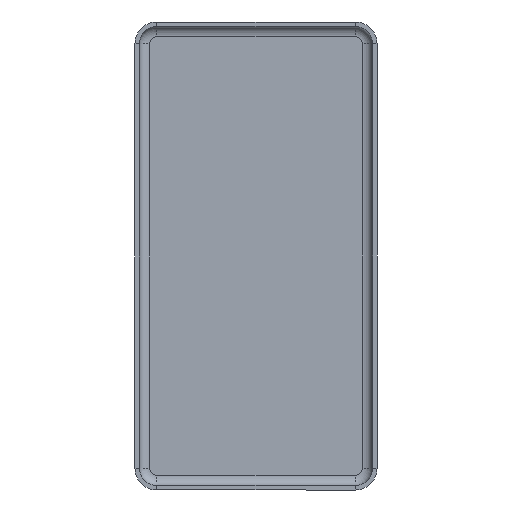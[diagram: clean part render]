
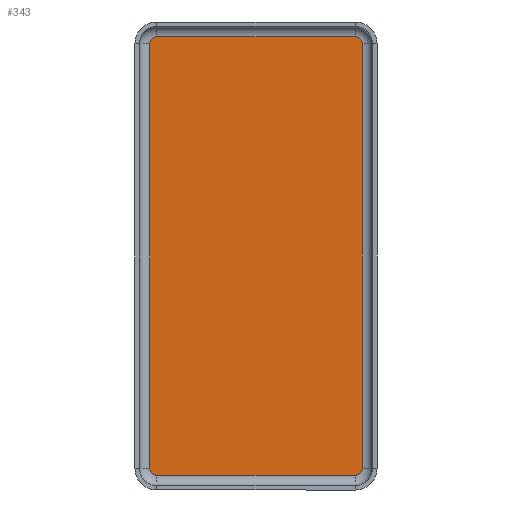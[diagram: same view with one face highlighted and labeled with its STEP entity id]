
A CAD part, front view. The second image highlights one B-rep face of the part: STEP entity #343.
In plain terms, the highlighted planar face has unit normal (0, -1, 0).
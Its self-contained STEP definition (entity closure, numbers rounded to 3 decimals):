
#1 = VERTEX_POINT ( 'NONE', #242 ) ;
#7 = ORIENTED_EDGE ( 'NONE', *, *, #1072, .T. ) ;
#14 = DIRECTION ( 'NONE',  ( 0., 1., 0. ) ) ;
#19 = DIRECTION ( 'NONE',  ( 0., 0., 1. ) ) ;
#46 = AXIS2_PLACEMENT_3D ( 'NONE', #818, #14, #19 ) ;
#66 = VERTEX_POINT ( 'NONE', #773 ) ;
#80 = DIRECTION ( 'NONE',  ( 0., 0., -1. ) ) ;
#120 = DIRECTION ( 'NONE',  ( 0., 0., 1. ) ) ;
#129 = CIRCLE ( 'NONE', #533, 0.5 ) ;
#140 = VERTEX_POINT ( 'NONE', #405 ) ;
#172 = EDGE_LOOP ( 'NONE', ( #393, #1038, #7, #644, #323, #1163, #294, #917 ) ) ;
#173 = CARTESIAN_POINT ( 'NONE',  ( 6.8, -0.3, 15.05 ) ) ;
#214 = VECTOR ( 'NONE', #386, 1000. ) ;
#215 = DIRECTION ( 'NONE',  ( -1., 0., 0. ) ) ;
#230 = CARTESIAN_POINT ( 'NONE',  ( -7.3, -0.3, 0. ) ) ;
#237 = VECTOR ( 'NONE', #215, 1000. ) ;
#242 = CARTESIAN_POINT ( 'NONE',  ( 7.3, -0.3, -14.55 ) ) ;
#266 = DIRECTION ( 'NONE',  ( 0., 0., -1. ) ) ;
#294 = ORIENTED_EDGE ( 'NONE', *, *, #976, .F. ) ;
#305 = AXIS2_PLACEMENT_3D ( 'NONE', #629, #893, #266 ) ;
#311 = LINE ( 'NONE', #230, #640 ) ;
#323 = ORIENTED_EDGE ( 'NONE', *, *, #946, .F. ) ;
#342 = CARTESIAN_POINT ( 'NONE',  ( -6.8, -0.3, 14.55 ) ) ;
#343 = ADVANCED_FACE ( 'NONE', ( #667 ), #460, .F. ) ;
#355 = CARTESIAN_POINT ( 'NONE',  ( -7.3, -0.3, 14.55 ) ) ;
#386 = DIRECTION ( 'NONE',  ( 0., 0., -1. ) ) ;
#387 = VERTEX_POINT ( 'NONE', #919 ) ;
#393 = ORIENTED_EDGE ( 'NONE', *, *, #1154, .T. ) ;
#405 = CARTESIAN_POINT ( 'NONE',  ( -7.3, -0.3, -14.55 ) ) ;
#408 = DIRECTION ( 'NONE',  ( 0., 1., 0. ) ) ;
#446 = LINE ( 'NONE', #479, #214 ) ;
#460 = PLANE ( 'NONE',  #46 ) ;
#479 = CARTESIAN_POINT ( 'NONE',  ( 7.3, -0.3, 0. ) ) ;
#485 = DIRECTION ( 'NONE',  ( -1., 0., 0. ) ) ;
#505 = LINE ( 'NONE', #943, #737 ) ;
#525 = VERTEX_POINT ( 'NONE', #173 ) ;
#533 = AXIS2_PLACEMENT_3D ( 'NONE', #560, #648, #120 ) ;
#534 = CIRCLE ( 'NONE', #734, 0.5 ) ;
#540 = EDGE_CURVE ( 'NONE', #672, #927, #1013, .T. ) ;
#556 = CARTESIAN_POINT ( 'NONE',  ( 7.3, -0.3, 14.55 ) ) ;
#560 = CARTESIAN_POINT ( 'NONE',  ( -6.8, -0.3, -14.55 ) ) ;
#629 = CARTESIAN_POINT ( 'NONE',  ( 6.8, -0.3, 14.55 ) ) ;
#640 = VECTOR ( 'NONE', #957, 1000. ) ;
#644 = ORIENTED_EDGE ( 'NONE', *, *, #889, .T. ) ;
#648 = DIRECTION ( 'NONE',  ( 0., -1., 0. ) ) ;
#660 = EDGE_CURVE ( 'NONE', #852, #525, #1040, .T. ) ;
#665 = EDGE_CURVE ( 'NONE', #1, #387, #534, .T. ) ;
#667 = FACE_OUTER_BOUND ( 'NONE', #172, .T. ) ;
#672 = VERTEX_POINT ( 'NONE', #355 ) ;
#713 = DIRECTION ( 'NONE',  ( 0., 0., 1. ) ) ;
#734 = AXIS2_PLACEMENT_3D ( 'NONE', #1164, #983, #713 ) ;
#737 = VECTOR ( 'NONE', #485, 1000. ) ;
#751 = CARTESIAN_POINT ( 'NONE',  ( 6.8, -0.3, -15.05 ) ) ;
#773 = CARTESIAN_POINT ( 'NONE',  ( -6.8, -0.3, -15.05 ) ) ;
#818 = CARTESIAN_POINT ( 'NONE',  ( 6.8, -0.3, -14.55 ) ) ;
#843 = CARTESIAN_POINT ( 'NONE',  ( -6.8, -0.3, 15.05 ) ) ;
#852 = VERTEX_POINT ( 'NONE', #556 ) ;
#889 = EDGE_CURVE ( 'NONE', #140, #66, #129, .T. ) ;
#893 = DIRECTION ( 'NONE',  ( 0., -1., 0. ) ) ;
#917 = ORIENTED_EDGE ( 'NONE', *, *, #660, .T. ) ;
#919 = CARTESIAN_POINT ( 'NONE',  ( 6.8, -0.3, -15.05 ) ) ;
#927 = VERTEX_POINT ( 'NONE', #843 ) ;
#943 = CARTESIAN_POINT ( 'NONE',  ( 6.8, -0.3, 15.05 ) ) ;
#946 = EDGE_CURVE ( 'NONE', #387, #66, #1137, .T. ) ;
#957 = DIRECTION ( 'NONE',  ( 0., 0., -1. ) ) ;
#976 = EDGE_CURVE ( 'NONE', #852, #1, #446, .T. ) ;
#983 = DIRECTION ( 'NONE',  ( 0., 1., 0. ) ) ;
#1013 = CIRCLE ( 'NONE', #1024, 0.5 ) ;
#1024 = AXIS2_PLACEMENT_3D ( 'NONE', #342, #408, #80 ) ;
#1038 = ORIENTED_EDGE ( 'NONE', *, *, #540, .F. ) ;
#1040 = CIRCLE ( 'NONE', #305, 0.5 ) ;
#1072 = EDGE_CURVE ( 'NONE', #672, #140, #311, .T. ) ;
#1137 = LINE ( 'NONE', #751, #237 ) ;
#1154 = EDGE_CURVE ( 'NONE', #525, #927, #505, .T. ) ;
#1163 = ORIENTED_EDGE ( 'NONE', *, *, #665, .F. ) ;
#1164 = CARTESIAN_POINT ( 'NONE',  ( 6.8, -0.3, -14.55 ) ) ;
